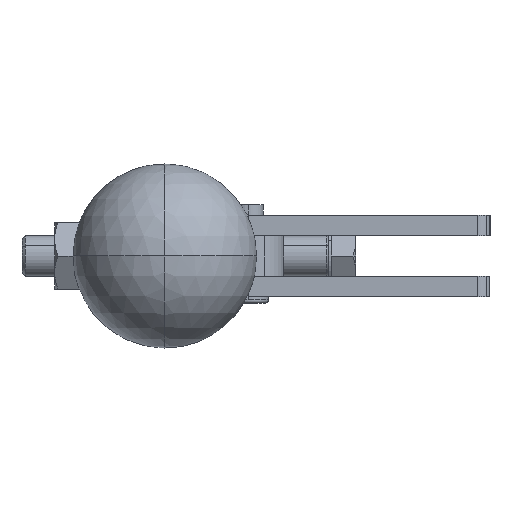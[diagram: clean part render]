
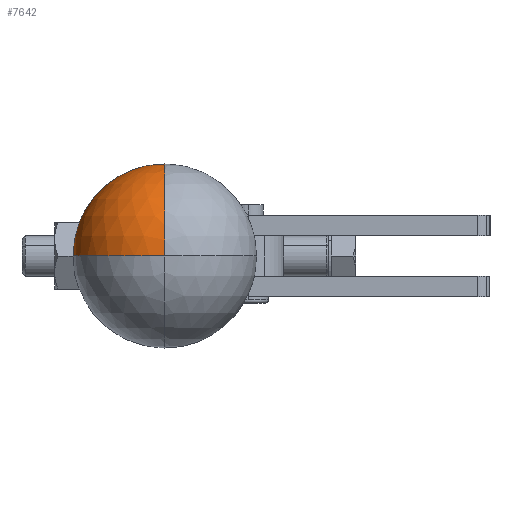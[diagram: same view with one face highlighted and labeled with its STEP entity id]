
A CAD part, left-side view. The second image highlights one B-rep face of the part: STEP entity #7642.
In plain terms, the highlighted spherical face has radius 18 mm.
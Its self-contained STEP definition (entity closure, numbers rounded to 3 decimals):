
#7590=CARTESIAN_POINT('',(-90.761,59.559,-20.473));
#7591=VERTEX_POINT('',#7590);
#7599=CARTESIAN_POINT('',(-89.139,77.486,-38.473));
#7600=VERTEX_POINT('',#7599);
#7608=CARTESIAN_POINT('',(-90.761,59.559,-38.473));
#7609=DIRECTION('',(-0.996,0.09,0.));
#7610=DIRECTION('',(0.09,0.996,0.));
#7611=AXIS2_PLACEMENT_3D('',#7608,#7609,#7610);
#7612=CIRCLE('',#7611,18.);
#7613=EDGE_CURVE('',#7591,#7600,#7612,.T.);
#7618=CARTESIAN_POINT('',(-90.761,59.559,-38.473));
#7619=DIRECTION('',(0.0,0.0,-1.0));
#7620=DIRECTION('',(-1.,0.002,0.));
#7621=AXIS2_PLACEMENT_3D('',#7618,#7619,#7620);
#7622=SPHERICAL_SURFACE('',#7621,18.);
#7623=CARTESIAN_POINT('',(-108.761,59.597,-38.473));
#7624=VERTEX_POINT('',#7623);
#7625=CARTESIAN_POINT('',(-90.761,59.559,-38.473));
#7626=DIRECTION('',(-0.002,-1.,0.0));
#7627=DIRECTION('',(0.0,0.0,1.0));
#7628=AXIS2_PLACEMENT_3D('',#7625,#7626,#7627);
#7629=CIRCLE('',#7628,18.);
#7630=EDGE_CURVE('',#7591,#7624,#7629,.T.);
#7631=ORIENTED_EDGE('',*,*,#7630,.F.);
#7632=ORIENTED_EDGE('',*,*,#7613,.T.);
#7633=CARTESIAN_POINT('',(-90.761,59.559,-38.473));
#7634=DIRECTION('',(0.,0.,-1.0));
#7635=DIRECTION('',(-1.,0.002,0.));
#7636=AXIS2_PLACEMENT_3D('',#7633,#7634,#7635);
#7637=CIRCLE('',#7636,18.0);
#7638=EDGE_CURVE('',#7624,#7600,#7637,.T.);
#7639=ORIENTED_EDGE('',*,*,#7638,.F.);
#7640=EDGE_LOOP('',(#7631,#7632,#7639));
#7641=FACE_OUTER_BOUND('',#7640,.T.);
#7642=ADVANCED_FACE('',(#7641),#7622,.T.);
